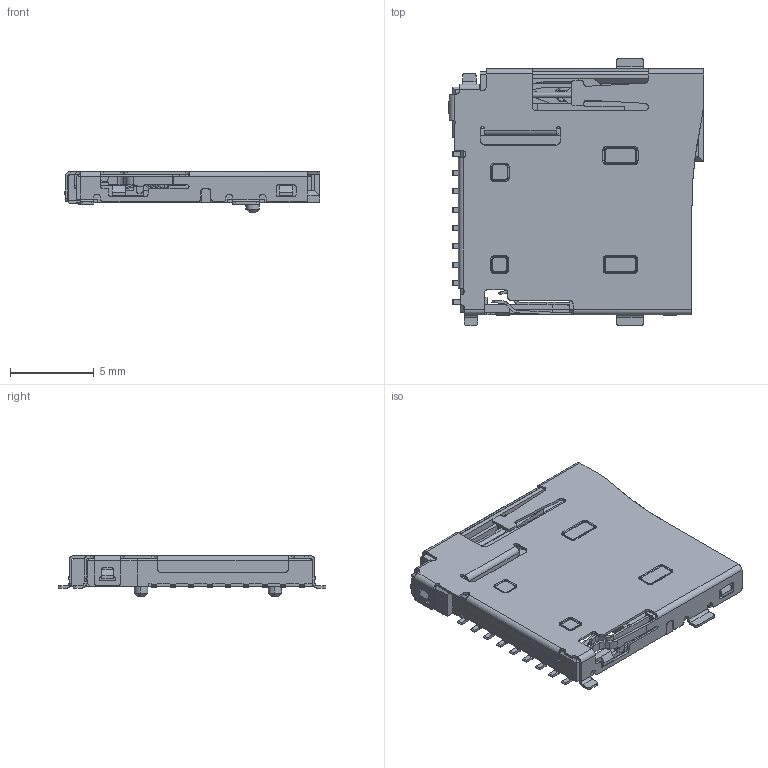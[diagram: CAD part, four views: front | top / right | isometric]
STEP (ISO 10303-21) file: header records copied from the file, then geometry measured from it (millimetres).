
FILE_DESCRIPTION(('FreeCAD Model'),'2;1');
FILE_NAME('conn_micro_SD_01.step', '2018-05-02T22:56:00',('kicad StepUp'),('ksu MCAD'), 'Open CASCADE STEP processor 7.2','FreeCAD','Unknown');
FILE_SCHEMA(('AUTOMOTIVE_DESIGN { 1 0 10303 214 1 1 1 1 }'));
Products named in the file (1): conn_micro_SD_01
Bounding box: 15.25 x 16 x 2.45 mm (x, y, z)
Surface area: 1071.8 mm2 (no closed solid volume)
Topology: 0 solids, 916 shells, 918 faces, 5106 edges, 5104 vertices
Faces by surface type: plane 558, cylinder 292, bspline 63, cone 5
Entity records: 64502 total; most frequent: CARTESIAN_POINT 20230, DIRECTION 6793, ORIENTED_EDGE 5108, EDGE_CURVE 5106, VERTEX_POINT 5104, LINE 3701, VECTOR 3701, AXIS2_PLACEMENT_3D 1546
